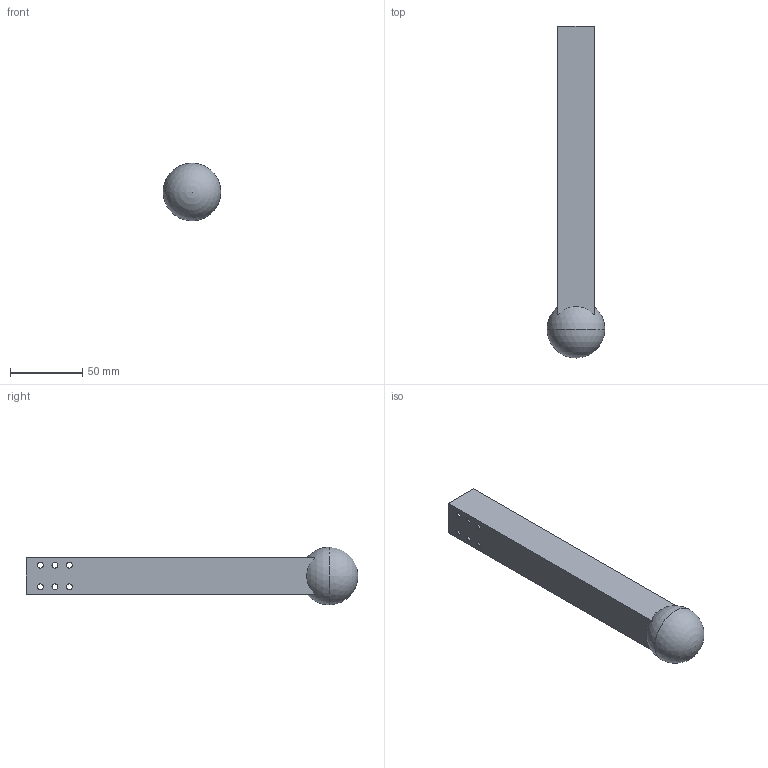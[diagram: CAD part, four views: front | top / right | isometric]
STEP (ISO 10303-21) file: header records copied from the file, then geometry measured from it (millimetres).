
FILE_DESCRIPTION (( 'STEP AP203' ), '1' );
FILE_NAME ('lower leg main_Default_sldprt.STEP', '2018-11-02T10:32:48', ( '' ), ( '' ), 'SwSTEP 2.0', 'SolidWorks 2017', '' );
FILE_SCHEMA (( 'CONFIG_CONTROL_DESIGN' ));
Length unit declared in the file: millimetre
Products named in the file (1): lower leg main_Default_sldprt
Bounding box: 40 x 230 x 40 mm (x, y, z)
Volume: 23696.8 mm3; surface area: 47476.5 mm2
Topology: 1 solids, 2 shells, 54 faces, 152 edges, 102 vertices
Faces by surface type: plane 25, cylinder 24, sphere 5
Entity records: 1795 total; most frequent: DIRECTION 326, CARTESIAN_POINT 283, ORIENTED_EDGE 272, EDGE_CURVE 136, AXIS2_PLACEMENT_3D 135, VERTEX_POINT 92, EDGE_LOOP 84, CIRCLE 80
